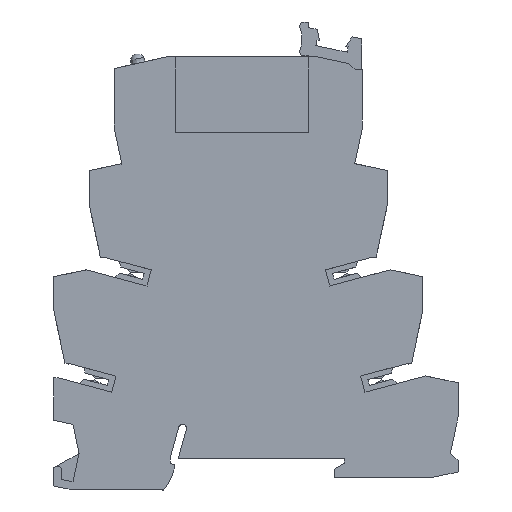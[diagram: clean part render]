
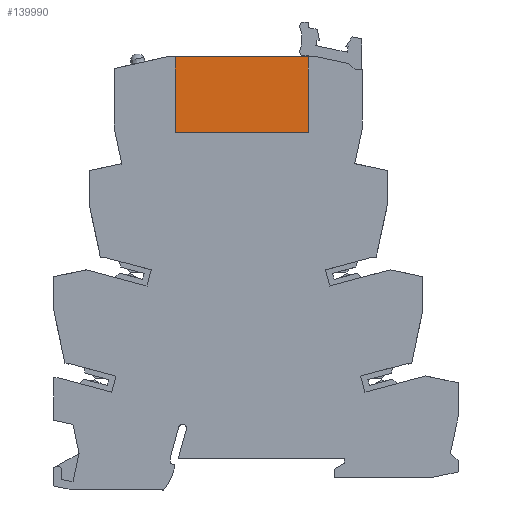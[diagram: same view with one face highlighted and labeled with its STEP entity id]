
A CAD part, left-side view. The second image highlights one B-rep face of the part: STEP entity #139990.
In plain terms, the highlighted face is planar.
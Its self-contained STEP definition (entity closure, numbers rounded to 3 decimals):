
#138950=CARTESIAN_POINT('',(0.1,-5.,0.));
#138960=VERTEX_POINT('',#138950);
#139110=CARTESIAN_POINT('',(28.1,-5.,0.));
#139120=VERTEX_POINT('',#139110);
#139150=CARTESIAN_POINT('',(0.,-5.,0.));
#139160=DIRECTION('',(-1.,0.,0.));
#139170=VECTOR('',#139160,1.);
#139180=LINE('',#139150,#139170);
#139190=EDGE_CURVE('',#139120,#138960,#139180,.T.);
#139360=CARTESIAN_POINT('',(0.,-5.,-15.));
#139370=DIRECTION('',(-1.,0.,0.));
#139380=VECTOR('',#139370,1.);
#139390=LINE('',#139360,#139380);
#139400=CARTESIAN_POINT('',(28.1,-5.,-15.));
#139410=VERTEX_POINT('',#139400);
#139420=CARTESIAN_POINT('',(0.1,-5.,-15.));
#139430=VERTEX_POINT('',#139420);
#139440=EDGE_CURVE('',#139410,#139430,#139390,.T.);
#139780=CARTESIAN_POINT('',(28.1,-5.,0.));
#139790=DIRECTION('',(-0.,1.,0.));
#139800=DIRECTION('',(1.,0.,0.));
#139810=AXIS2_PLACEMENT_3D('',#139780,#139790,#139800);
#139820=PLANE('',#139810);
#139830=ORIENTED_EDGE('',*,*,#139190,.T.);
#139840=CARTESIAN_POINT('',(28.1,-5.,0.));
#139850=DIRECTION('',(0.,0.,-1.));
#139860=VECTOR('',#139850,1.);
#139870=LINE('',#139840,#139860);
#139880=EDGE_CURVE('',#139120,#139410,#139870,.T.);
#139890=ORIENTED_EDGE('',*,*,#139880,.F.);
#139900=ORIENTED_EDGE('',*,*,#139440,.F.);
#139910=CARTESIAN_POINT('',(0.1,-5.,0.));
#139920=DIRECTION('',(0.,0.,1.));
#139930=VECTOR('',#139920,1.);
#139940=LINE('',#139910,#139930);
#139950=EDGE_CURVE('',#139430,#138960,#139940,.T.);
#139960=ORIENTED_EDGE('',*,*,#139950,.F.);
#139970=EDGE_LOOP('',(#139960,#139900,#139890,#139830));
#139980=FACE_OUTER_BOUND('',#139970,.T.);
#139990=ADVANCED_FACE('',(#139980),#139820,.F.);
